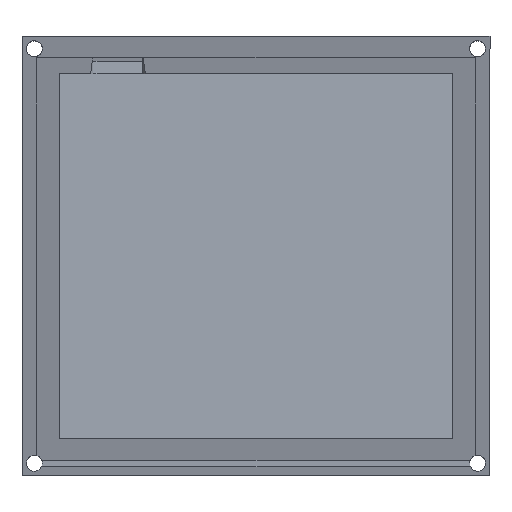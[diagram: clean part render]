
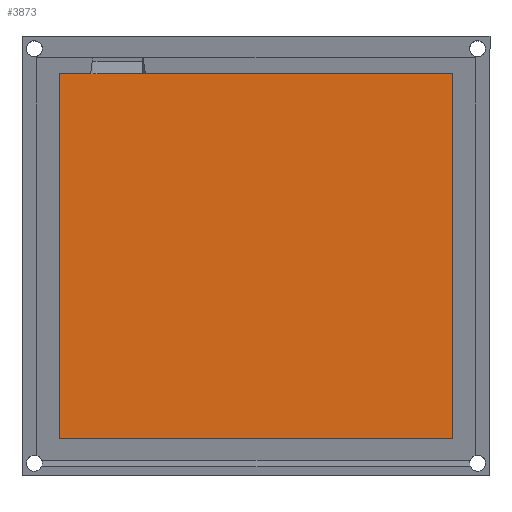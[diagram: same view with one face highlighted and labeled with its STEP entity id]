
A CAD part, top view. The second image highlights one B-rep face of the part: STEP entity #3873.
In plain terms, the highlighted planar face has unit normal (0, 0, 1).
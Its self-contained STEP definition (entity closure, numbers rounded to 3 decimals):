
#203=PLANE('',#4045);
#398=FACE_OUTER_BOUND('',#622,.T.);
#622=EDGE_LOOP('',(#3505,#3506,#3507,#3508));
#1023=LINE('',#6822,#1439);
#1024=LINE('',#6824,#1440);
#1025=LINE('',#6826,#1441);
#1026=LINE('',#6827,#1442);
#1439=VECTOR('',#4737,10.);
#1440=VECTOR('',#4738,10.);
#1441=VECTOR('',#4739,10.);
#1442=VECTOR('',#4740,10.);
#1929=VERTEX_POINT('',#6820);
#1930=VERTEX_POINT('',#6821);
#1931=VERTEX_POINT('',#6823);
#1932=VERTEX_POINT('',#6825);
#2464=EDGE_CURVE('',#1929,#1930,#1023,.T.);
#2465=EDGE_CURVE('',#1931,#1929,#1024,.T.);
#2466=EDGE_CURVE('',#1932,#1931,#1025,.T.);
#2467=EDGE_CURVE('',#1930,#1932,#1026,.T.);
#3505=ORIENTED_EDGE('',*,*,#2464,.F.);
#3506=ORIENTED_EDGE('',*,*,#2465,.F.);
#3507=ORIENTED_EDGE('',*,*,#2466,.F.);
#3508=ORIENTED_EDGE('',*,*,#2467,.F.);
#3873=ADVANCED_FACE('',(#398),#203,.T.);
#4045=AXIS2_PLACEMENT_3D('',#6819,#4735,#4736);
#4735=DIRECTION('center_axis',(0.,0.,1.));
#4736=DIRECTION('ref_axis',(1.,0.,0.));
#4737=DIRECTION('',(0.,-1.,0.));
#4738=DIRECTION('',(1.,0.,0.));
#4739=DIRECTION('',(0.,1.,0.));
#4740=DIRECTION('',(-1.,0.,0.));
#6819=CARTESIAN_POINT('Origin',(-48.216,-24.231,10.));
#6820=CARTESIAN_POINT('',(33.284,51.509,10.));
#6821=CARTESIAN_POINT('',(33.284,-21.731,10.));
#6822=CARTESIAN_POINT('',(33.284,-4.768,10.));
#6823=CARTESIAN_POINT('',(-45.716,51.509,10.));
#6824=CARTESIAN_POINT('',(-48.216,51.509,10.));
#6825=CARTESIAN_POINT('',(-45.716,-21.731,10.));
#6826=CARTESIAN_POINT('',(-45.716,-4.671,10.));
#6827=CARTESIAN_POINT('',(-48.216,-21.731,10.));
